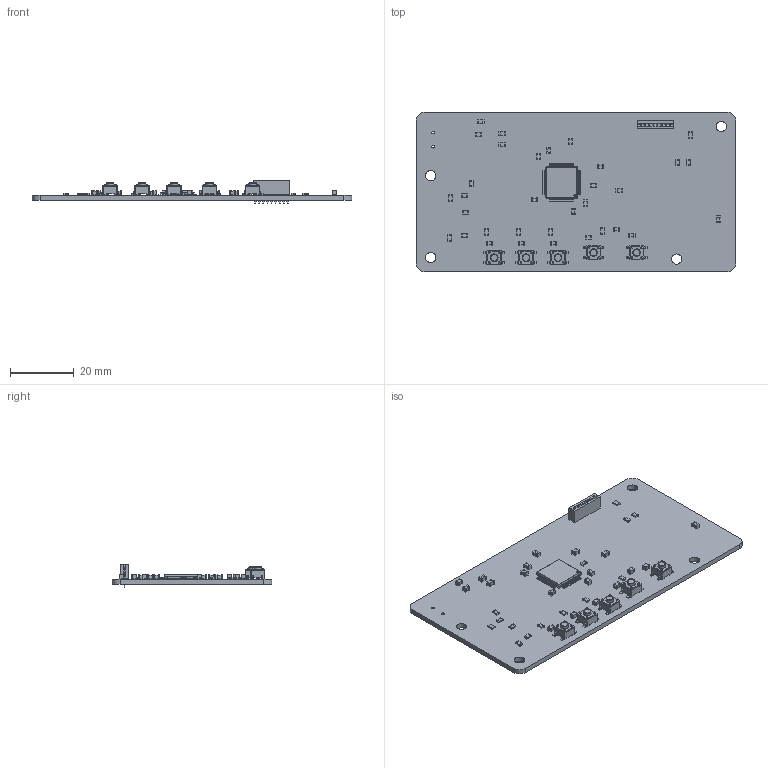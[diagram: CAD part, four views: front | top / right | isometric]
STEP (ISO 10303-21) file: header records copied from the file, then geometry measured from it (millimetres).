
FILE_DESCRIPTION(('KiCad electronic assembly'),'2;1');
FILE_NAME('lo_cate_pcb.step','2024-06-30T13:04:39',('Pcbnew'),('Kicad'), 'Open CASCADE STEP processor 7.6','KiCad to STEP converter','Unknown' );
FILE_SCHEMA(('AUTOMOTIVE_DESIGN { 1 0 10303 214 1 1 1 1 }'));
Length unit declared in the file: millimetre
Products named in the file (12): lo_cate_pcb 1; SW_SPST_PTS647Sx38; C_0805_2012Metric; R_0805_2012Metric; PinSocket_1x09_P1.27mm_Vertical; PinSocket_1x09_P127mm_Vertical; LQFP-64_10x10mm_P0.5mm; LQFP_64_10x10mm_P05mm; lo_cate_pcb_PCB
Assembly tree (46 placements, depth 3):
  lo_cate_pcb 1
    SW_SPST_PTS647Sx38  x5
      SW_SPST_PTS647Sx38
    C_0805_2012Metric  x19
      C_0805_2012Metric
    R_0805_2012Metric  x14
      R_0805_2012Metric
    PinSocket_1x09_P1.27mm_Vertical
      PinSocket_1x09_P127mm_Vertical
    LQFP-64_10x10mm_P0.5mm
      LQFP_64_10x10mm_P05mm
    lo_cate_pcb_PCB
Bounding box: 100 x 50 x 7 mm (x, y, z)
Volume: 8548.4 mm3; surface area: 12230.4 mm2
Topology: 91 solids, 91 shells, 2819 faces, 7308 edges, 4737 vertices
Faces by surface type: plane 1932, cylinder 766, bspline 96, revolution 20, torus 5
Full cylindrical faces by diameter (mm): 0.5 x1, 0.6 x20, 0.7 x9, 0.9 x2, 2.3 x5, 2.4 x5, 3.2 x4
Entity records: 58804 total; most frequent: CARTESIAN_POINT 10829, ORIENTED_EDGE 7920, DIRECTION 7450, EDGE_CURVE 3960, LINE 3242, VECTOR 3242, VERTEX_POINT 2529, AXIS2_PLACEMENT_3D 2102
